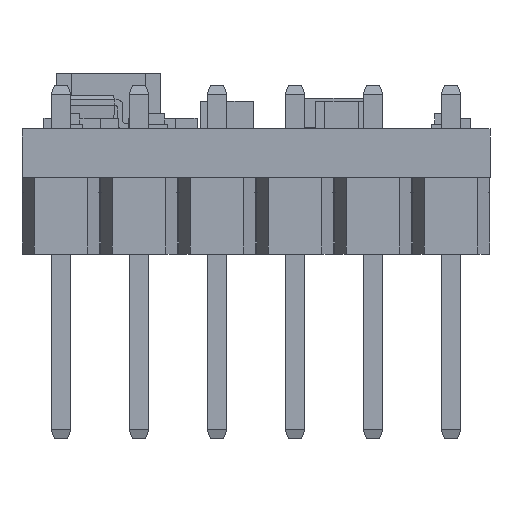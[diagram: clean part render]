
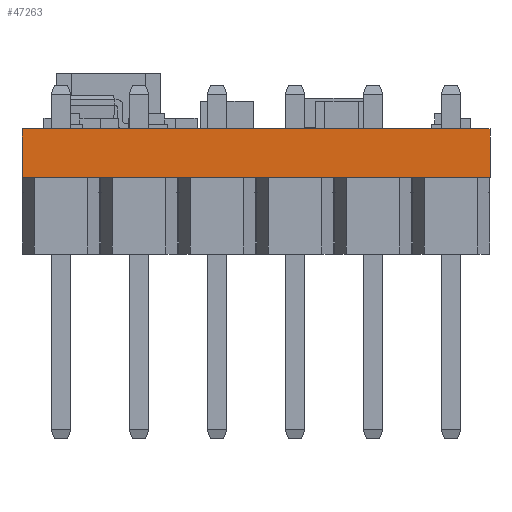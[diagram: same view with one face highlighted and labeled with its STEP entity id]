
A CAD part, left-side view. The second image highlights one B-rep face of the part: STEP entity #47263.
In plain terms, the highlighted planar face has unit normal (-1, 0, 0).
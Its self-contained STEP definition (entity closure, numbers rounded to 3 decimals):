
#318 = LINE ( 'NONE', #49594, #54644 ) ;
#640 = ORIENTED_EDGE ( 'NONE', *, *, #29054, .T. ) ;
#2897 = ORIENTED_EDGE ( 'NONE', *, *, #41370, .T. ) ;
#2999 = AXIS2_PLACEMENT_3D ( 'NONE', #30231, #34447, #34123 ) ;
#6987 = VECTOR ( 'NONE', #44640, 1000. ) ;
#8506 = LINE ( 'NONE', #58465, #48587 ) ;
#8824 = DIRECTION ( 'NONE',  ( 0., 0., -1. ) ) ;
#9258 = CARTESIAN_POINT ( 'NONE',  ( 0., 0., 1.575 ) ) ;
#11619 = CARTESIAN_POINT ( 'NONE',  ( 0., 0., 1.575 ) ) ;
#12324 = EDGE_CURVE ( 'NONE', #41710, #53935, #53737, .T. ) ;
#14311 = PLANE ( 'NONE',  #2999 ) ;
#16227 = VERTEX_POINT ( 'NONE', #61164 ) ;
#20023 = DIRECTION ( 'NONE',  ( 0., -1., 0. ) ) ;
#21676 = CARTESIAN_POINT ( 'NONE',  ( 0., 15.24, 0. ) ) ;
#29054 = EDGE_CURVE ( 'NONE', #57494, #53935, #36884, .T. ) ;
#30231 = CARTESIAN_POINT ( 'NONE',  ( 0., 15.24, 1.575 ) ) ;
#32077 = DIRECTION ( 'NONE',  ( 0., -1., 0. ) ) ;
#32608 = EDGE_CURVE ( 'NONE', #16227, #41710, #318, .T. ) ;
#34123 = DIRECTION ( 'NONE',  ( 0., 0., -1. ) ) ;
#34447 = DIRECTION ( 'NONE',  ( 1., 0., 0. ) ) ;
#34759 = FACE_OUTER_BOUND ( 'NONE', #55976, .T. ) ;
#36884 = LINE ( 'NONE', #56714, #52110 ) ;
#41370 = EDGE_CURVE ( 'NONE', #16227, #57494, #8506, .T. ) ;
#41710 = VERTEX_POINT ( 'NONE', #11619 ) ;
#44640 = DIRECTION ( 'NONE',  ( 0., 0., -1. ) ) ;
#46262 = ORIENTED_EDGE ( 'NONE', *, *, #12324, .F. ) ;
#47263 = ADVANCED_FACE ( 'NONE', ( #34759 ), #14311, .F. ) ;
#48587 = VECTOR ( 'NONE', #8824, 1000. ) ;
#49594 = CARTESIAN_POINT ( 'NONE',  ( 0., 15.24, 1.575 ) ) ;
#49838 = CARTESIAN_POINT ( 'NONE',  ( 0., 0., 0. ) ) ;
#52110 = VECTOR ( 'NONE', #32077, 1000. ) ;
#52755 = ORIENTED_EDGE ( 'NONE', *, *, #32608, .F. ) ;
#53737 = LINE ( 'NONE', #9258, #6987 ) ;
#53935 = VERTEX_POINT ( 'NONE', #49838 ) ;
#54644 = VECTOR ( 'NONE', #20023, 1000. ) ;
#55976 = EDGE_LOOP ( 'NONE', ( #640, #46262, #52755, #2897 ) ) ;
#56714 = CARTESIAN_POINT ( 'NONE',  ( 0., 15.24, 0. ) ) ;
#57494 = VERTEX_POINT ( 'NONE', #21676 ) ;
#58465 = CARTESIAN_POINT ( 'NONE',  ( 0., 15.24, 1.575 ) ) ;
#61164 = CARTESIAN_POINT ( 'NONE',  ( 0., 15.24, 1.575 ) ) ;
